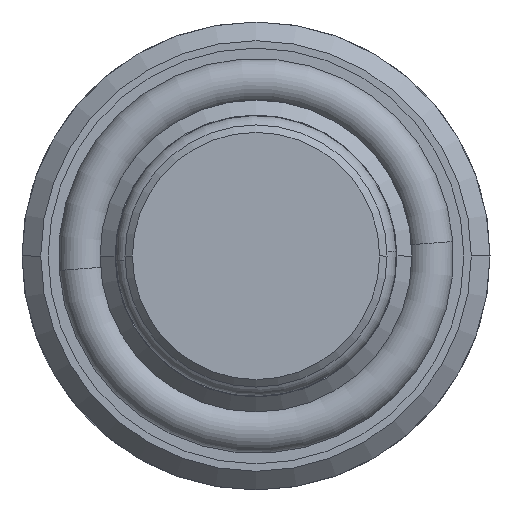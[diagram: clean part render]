
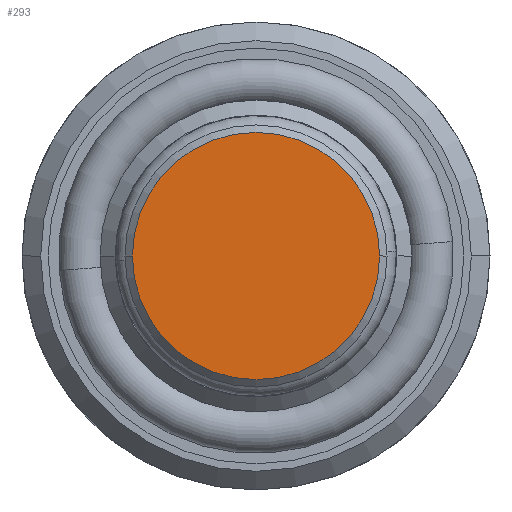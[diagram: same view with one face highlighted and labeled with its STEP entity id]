
A CAD part, left-side view. The second image highlights one B-rep face of the part: STEP entity #293.
In plain terms, the highlighted planar face has unit normal (-1, 0, 0).
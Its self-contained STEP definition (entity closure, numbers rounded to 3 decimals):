
#293=ADVANCED_FACE('NONE',(#604),#605,.T.);
#604=FACE_OUTER_BOUND('',#922,.T.);
#605=PLANE('',#923);
#922=EDGE_LOOP('',(#1653,#1654));
#923=AXIS2_PLACEMENT_3D('',#1655,#1656,#1657);
#1653=ORIENTED_EDGE('',*,*,#2017,.T.);
#1654=ORIENTED_EDGE('',*,*,#1773,.T.);
#1655=CARTESIAN_POINT('',(-40.5,0.,5.191));
#1656=DIRECTION('',(-1.0,0.,0.));
#1657=DIRECTION('',(0.,0.,1.0));
#1773=EDGE_CURVE('NONE',#2086,#2087,#2088,.T.);
#2017=EDGE_CURVE('NONE',#2087,#2086,#2426,.T.);
#2086=VERTEX_POINT('NONE',#2605);
#2087=VERTEX_POINT('NONE',#2606);
#2088=CIRCLE('',#2607,6.6);
#2426=CIRCLE('',#3501,6.6);
#2605=CARTESIAN_POINT('',(-40.5,-6.6,0.));
#2606=CARTESIAN_POINT('',(-40.5,6.6,0.));
#2607=AXIS2_PLACEMENT_3D('',#3569,#3570,#3571);
#3501=AXIS2_PLACEMENT_3D('',#3891,#3892,#3893);
#3569=CARTESIAN_POINT('',(-40.5,0.0,0.0));
#3570=DIRECTION('',(-1.0,0.0,0.0));
#3571=DIRECTION('',(0.0,1.0,0.));
#3891=CARTESIAN_POINT('',(-40.5,0.0,0.0));
#3892=DIRECTION('',(-1.0,0.0,0.0));
#3893=DIRECTION('',(0.0,1.0,0.));
